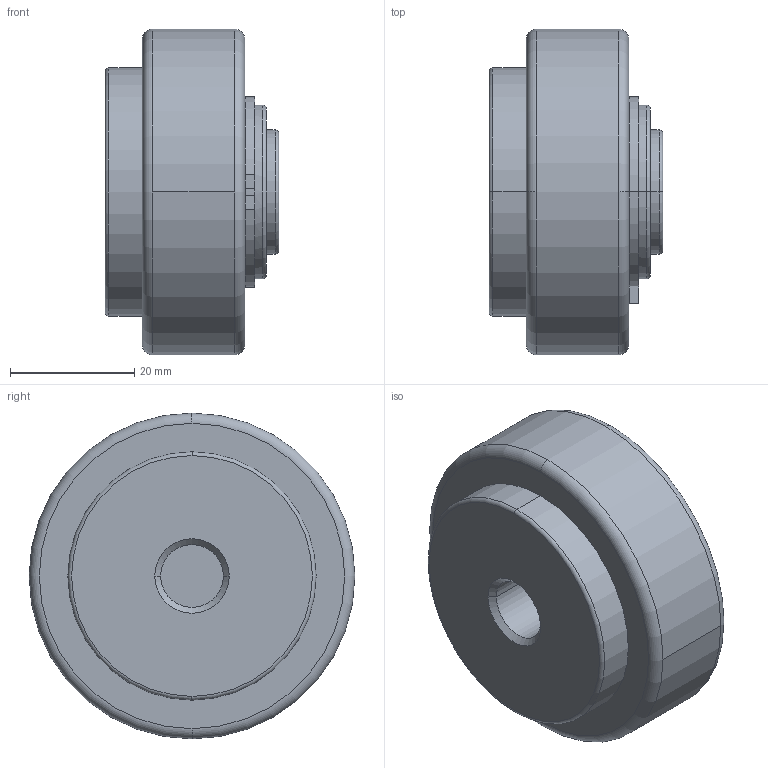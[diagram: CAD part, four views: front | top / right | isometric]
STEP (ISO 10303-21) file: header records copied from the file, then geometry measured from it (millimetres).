
FILE_DESCRIPTION(('STEP AP203'),'1');
FILE_NAME('4_053_inox_200_024_015.stp','2014-08-06T06:32:13',('TraceParts'),('TraceParts S.A.'),'XStep 1.0',' ',' ');
FILE_SCHEMA(('CONFIG_CONTROL_DESIGN'));
Length unit declared in the file: millimetre
Products named in the file (1): 1
Bounding box: 28 x 52.5 x 52.5 mm (x, y, z)
Volume: 45057.9 mm3; surface area: 8631.9 mm2
Topology: 1 solids, 1 shells, 54 faces, 134 edges, 88 vertices
Faces by surface type: cylinder 24, plane 18, torus 10, cone 2
Entity records: 1704 total; most frequent: DIRECTION 330, CARTESIAN_POINT 277, ORIENTED_EDGE 268, AXIS2_PLACEMENT_3D 141, EDGE_CURVE 134, VERTEX_POINT 88, CIRCLE 86, EDGE_LOOP 64
